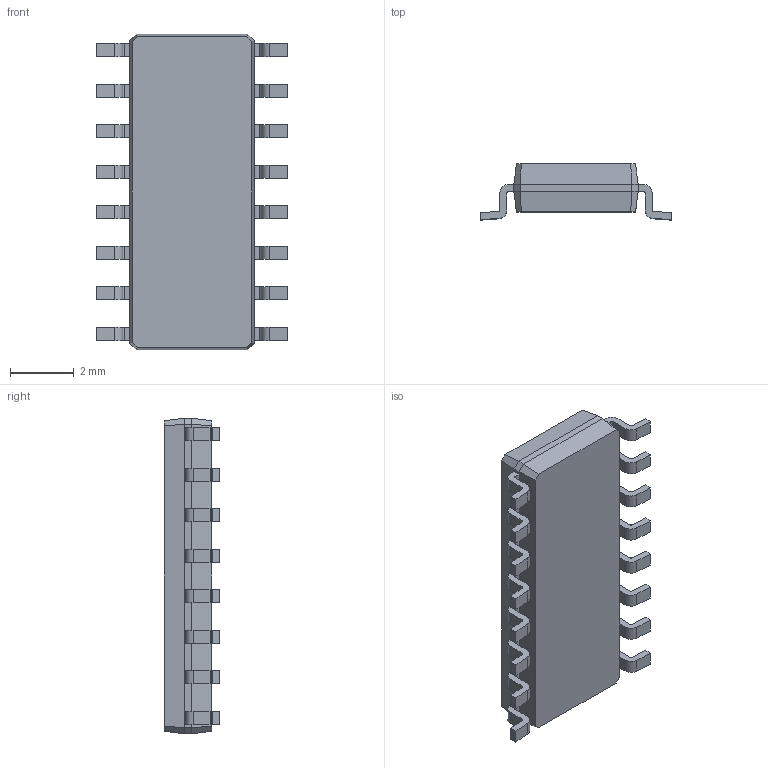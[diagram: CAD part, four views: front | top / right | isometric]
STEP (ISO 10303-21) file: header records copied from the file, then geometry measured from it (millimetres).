
FILE_DESCRIPTION (( 'STEP AP214' ), '1' );
FILE_NAME ('NAU7802SGI.STEP', '2023-11-25T02:03:52', ( '' ), ( '' ), 'SwSTEP 2.0', 'SolidWorks 2021', '' );
FILE_SCHEMA (( 'AUTOMOTIVE_DESIGN' ));
Length unit declared in the file: millimetre
Products named in the file (1): NAU7802SGI
Bounding box: 6 x 1.75 x 9.9 mm (x, y, z)
Volume: 58.9 mm3; surface area: 152.8 mm2
Topology: 18 solids, 18 shells, 257 faces, 644 edges, 424 vertices
Faces by surface type: plane 189, cylinder 68
Entity records: 7813 total; most frequent: CARTESIAN_POINT 1326, DIRECTION 1296, ORIENTED_EDGE 1288, EDGE_CURVE 644, VECTOR 508, LINE 508, VERTEX_POINT 424, AXIS2_PLACEMENT_3D 394
